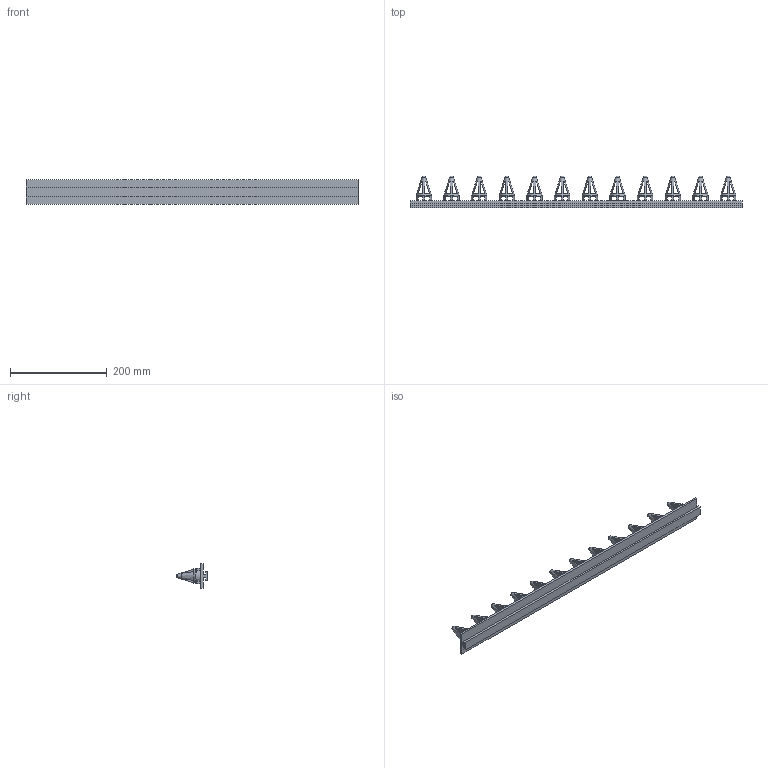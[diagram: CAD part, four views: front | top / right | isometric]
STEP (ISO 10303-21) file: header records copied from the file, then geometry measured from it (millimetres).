
FILE_DESCRIPTION((''),'2;1');
FILE_NAME('DE_812_CONE_DUNNAGE.stp','2007-11-01T13:08:50', ('User'),('SDRC'),'I-DEAS Master Series 9','UNIX','Yes');
FILE_SCHEMA(('AUTOMOTIVE_DESIGN { 1 0 10303 214 1 1 1 1 }'));
Length unit declared in the file: inch
Products named in the file (1): DE-812
Bounding box: 685.8 x 65.41 x 50.8 mm (x, y, z)
Volume: 393585 mm3; surface area: 178929.6 mm2
Topology: 1 solids, 1 shells, 374 faces, 1128 edges, 744 vertices
Faces by surface type: bspline 374
Entity records: 14567 total; most frequent: CARTESIAN_POINT 8037, ORIENTED_EDGE 2256, EDGE_CURVE 1128, B_SPLINE_CURVE_WITH_KNOTS 780, VERTEX_POINT 744, EDGE_LOOP 458, FACE_OUTER_BOUND 374, ADVANCED_FACE 374
